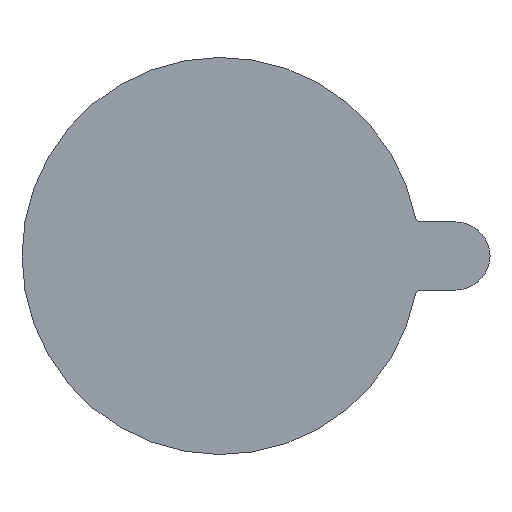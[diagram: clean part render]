
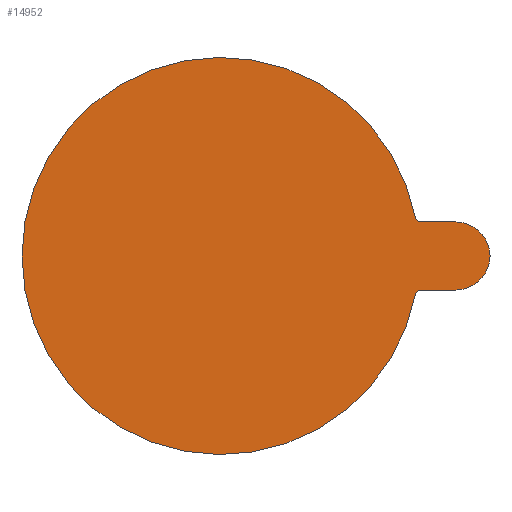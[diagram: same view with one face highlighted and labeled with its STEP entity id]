
A CAD part, top view. The second image highlights one B-rep face of the part: STEP entity #14952.
In plain terms, the highlighted planar face has unit normal (0, 0, 1).
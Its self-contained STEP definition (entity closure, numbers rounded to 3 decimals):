
#118 = AXIS2_PLACEMENT_3D ( 'NONE', #15741, #3641, #2280 ) ;
#149 = DIRECTION ( 'NONE',  ( -1., 0., 0. ) ) ;
#391 = CARTESIAN_POINT ( 'NONE',  ( -32.312, 56.323, 0.15 ) ) ;
#1767 = DIRECTION ( 'NONE',  ( 0., 0., -1. ) ) ;
#1792 = ORIENTED_EDGE ( 'NONE', *, *, #4001, .T. ) ;
#1959 = CARTESIAN_POINT ( 'NONE',  ( -26.228, 53.323, 0.15 ) ) ;
#1961 = CARTESIAN_POINT ( 'NONE',  ( -29.228, 53.323, 0.15 ) ) ;
#2009 = CIRCLE ( 'NONE', #17296, 3. ) ;
#2209 = CIRCLE ( 'NONE', #15792, 0.5 ) ;
#2280 = DIRECTION ( 'NONE',  ( -1., 0., 0. ) ) ;
#3086 = CARTESIAN_POINT ( 'NONE',  ( -32.312, 50.323, 0.15 ) ) ;
#3399 = CARTESIAN_POINT ( 'NONE',  ( -32.803, 49.92, 0.15 ) ) ;
#3575 = DIRECTION ( 'NONE',  ( 1., 0., 0. ) ) ;
#3641 = DIRECTION ( 'NONE',  ( 0., 0., 1. ) ) ;
#3649 = EDGE_CURVE ( 'NONE', #8638, #14844, #2209, .T. ) ;
#4000 = ORIENTED_EDGE ( 'NONE', *, *, #5199, .T. ) ;
#4001 = EDGE_CURVE ( 'NONE', #15354, #17041, #2009, .T. ) ;
#4368 = PLANE ( 'NONE',  #7589 ) ;
#4900 = VERTEX_POINT ( 'NONE', #13247 ) ;
#5199 = EDGE_CURVE ( 'NONE', #17041, #14020, #11967, .T. ) ;
#5213 = EDGE_CURVE ( 'NONE', #12153, #14020, #15681, .T. ) ;
#5722 = VECTOR ( 'NONE', #3575, 1000. ) ;
#6005 = EDGE_LOOP ( 'NONE', ( #12172, #14105, #1792, #4000, #14419, #7289, #8777 ) ) ;
#6238 = DIRECTION ( 'NONE',  ( -1., 0., 0. ) ) ;
#7194 = EDGE_CURVE ( 'NONE', #15354, #8638, #12569, .T. ) ;
#7218 = CARTESIAN_POINT ( 'NONE',  ( -32.312, 49.823, 0.15 ) ) ;
#7256 = CARTESIAN_POINT ( 'NONE',  ( -29.228, 53.323, 0.15 ) ) ;
#7260 = CARTESIAN_POINT ( 'NONE',  ( -29.228, 50.323, 0.15 ) ) ;
#7289 = ORIENTED_EDGE ( 'NONE', *, *, #9926, .F. ) ;
#7589 = AXIS2_PLACEMENT_3D ( 'NONE', #13884, #11346, #9739 ) ;
#8599 = FACE_OUTER_BOUND ( 'NONE', #6005, .T. ) ;
#8638 = VERTEX_POINT ( 'NONE', #3086 ) ;
#8777 = ORIENTED_EDGE ( 'NONE', *, *, #8946, .F. ) ;
#8840 = AXIS2_PLACEMENT_3D ( 'NONE', #1961, #14181, #6238 ) ;
#8946 = EDGE_CURVE ( 'NONE', #14844, #4900, #11676, .T. ) ;
#9739 = DIRECTION ( 'NONE',  ( -1., 0., 0. ) ) ;
#9865 = DIRECTION ( 'NONE',  ( 0., 0., 1. ) ) ;
#9926 = EDGE_CURVE ( 'NONE', #4900, #12153, #17036, .T. ) ;
#11346 = DIRECTION ( 'NONE',  ( 0., 0., -1. ) ) ;
#11388 = AXIS2_PLACEMENT_3D ( 'NONE', #12271, #1767, #149 ) ;
#11423 = DIRECTION ( 'NONE',  ( 0., 0., 1. ) ) ;
#11676 = CIRCLE ( 'NONE', #11388, 17.5 ) ;
#11967 = CIRCLE ( 'NONE', #8840, 3. ) ;
#12153 = VERTEX_POINT ( 'NONE', #391 ) ;
#12172 = ORIENTED_EDGE ( 'NONE', *, *, #3649, .F. ) ;
#12271 = CARTESIAN_POINT ( 'NONE',  ( -49.969, 53.323, 0.15 ) ) ;
#12569 = LINE ( 'NONE', #7260, #16129 ) ;
#12654 = DIRECTION ( 'NONE',  ( -1., 0., 0. ) ) ;
#12656 = DIRECTION ( 'NONE',  ( -1., 0., 0. ) ) ;
#13247 = CARTESIAN_POINT ( 'NONE',  ( -32.803, 56.726, 0.15 ) ) ;
#13337 = CARTESIAN_POINT ( 'NONE',  ( -29.228, 56.323, 0.15 ) ) ;
#13884 = CARTESIAN_POINT ( 'NONE',  ( -32.312, 49.823, 0.15 ) ) ;
#14015 = DIRECTION ( 'NONE',  ( -1., 0., 0. ) ) ;
#14020 = VERTEX_POINT ( 'NONE', #13337 ) ;
#14105 = ORIENTED_EDGE ( 'NONE', *, *, #7194, .F. ) ;
#14181 = DIRECTION ( 'NONE',  ( 0., 0., 1. ) ) ;
#14419 = ORIENTED_EDGE ( 'NONE', *, *, #5213, .F. ) ;
#14844 = VERTEX_POINT ( 'NONE', #3399 ) ;
#14952 = ADVANCED_FACE ( 'NONE', ( #8599 ), #4368, .F. ) ;
#15354 = VERTEX_POINT ( 'NONE', #15812 ) ;
#15681 = LINE ( 'NONE', #16113, #5722 ) ;
#15741 = CARTESIAN_POINT ( 'NONE',  ( -32.312, 56.823, 0.15 ) ) ;
#15792 = AXIS2_PLACEMENT_3D ( 'NONE', #7218, #9865, #14015 ) ;
#15812 = CARTESIAN_POINT ( 'NONE',  ( -29.228, 50.323, 0.15 ) ) ;
#16113 = CARTESIAN_POINT ( 'NONE',  ( -32.312, 56.323, 0.15 ) ) ;
#16129 = VECTOR ( 'NONE', #12656, 1000. ) ;
#17036 = CIRCLE ( 'NONE', #118, 0.5 ) ;
#17041 = VERTEX_POINT ( 'NONE', #1959 ) ;
#17296 = AXIS2_PLACEMENT_3D ( 'NONE', #7256, #11423, #12654 ) ;
